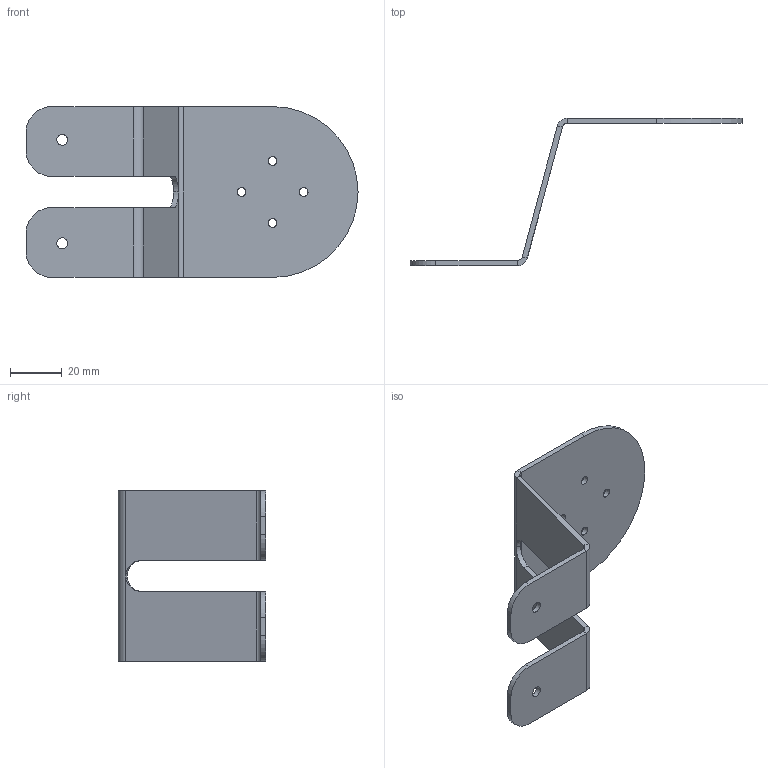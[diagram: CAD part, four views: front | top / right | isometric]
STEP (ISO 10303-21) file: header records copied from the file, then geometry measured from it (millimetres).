
FILE_DESCRIPTION(/* description */ (''),/* implementation_level */ '2;1');
FILE_NAME(/* name */ 'WL-52046-2_DVL_Bracket_BROV2.step',/* time_stamp */ '2020-10-27T08:45:40+01:00',/* author */ (''),/* organization */ (''),/* preprocessor_version */ 'ST-DEVELOPER v18.1',/* originating_system */ 'Autodesk Translation Framework v9.3.0.1241',/* authorisation */ '');
FILE_SCHEMA (('AUTOMOTIVE_DESIGN { 1 0 10303 214 3 1 1 }'));
Length unit declared in the file: millimetre
Products named in the file (1): WL-52046-2_DVL_Bracket_BROV2
Bounding box: 128.29 x 57.06 x 66 mm (x, y, z)
Volume: 18780.4 mm3; surface area: 20149.6 mm2
Topology: 1 solids, 1 shells, 47 faces, 107 edges, 62 vertices
Faces by surface type: plane 28, cylinder 19
Full cylindrical faces by diameter (mm): 3.4 x4, 4.234 x2
Entity records: 1341 total; most frequent: DIRECTION 241, CARTESIAN_POINT 217, ORIENTED_EDGE 214, EDGE_CURVE 107, AXIS2_PLACEMENT_3D 86, LINE 69, VECTOR 69, VERTEX_POINT 62
